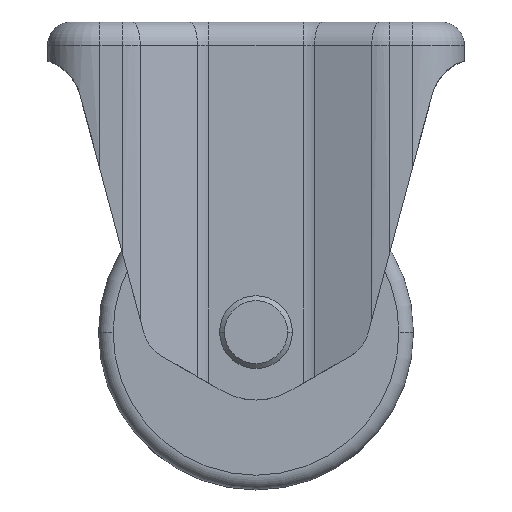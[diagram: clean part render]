
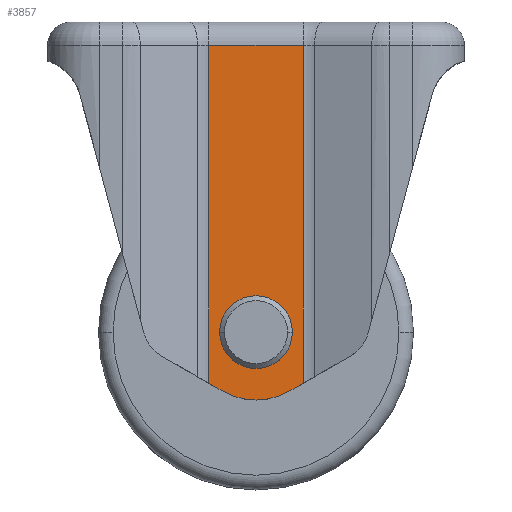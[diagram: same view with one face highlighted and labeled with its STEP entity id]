
A CAD part, top view. The second image highlights one B-rep face of the part: STEP entity #3857.
In plain terms, the highlighted planar face has unit normal (0, 0, 1).
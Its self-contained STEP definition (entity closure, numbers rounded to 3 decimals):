
#533 = FACE_OUTER_BOUND ( 'NONE', #3398, .T. ) ;
#534 = AXIS2_PLACEMENT_3D ( 'NONE', #1569, #1570, #1571 ) ;
#536 = FACE_BOUND ( 'NONE', #3399, .T. ) ;
#624 = CIRCLE ( 'NONE', #1769, 14. ) ;
#648 = CIRCLE ( 'NONE', #1098, 7.5 ) ;
#672 = CIRCLE ( 'NONE', #920, 7.5 ) ;
#791 = EDGE_CURVE ( 'NONE', #3574, #3576, #624, .T. ) ;
#906 = VECTOR ( 'NONE', #3011, 1000. ) ;
#914 = VECTOR ( 'NONE', #4855, 1000. ) ;
#919 = VECTOR ( 'NONE', #4867, 1000. ) ;
#920 = AXIS2_PLACEMENT_3D ( 'NONE', #4878, #4882, #4883 ) ;
#939 = VECTOR ( 'NONE', #4955, 1000. ) ;
#944 = VECTOR ( 'NONE', #4969, 1000. ) ;
#1098 = AXIS2_PLACEMENT_3D ( 'NONE', #4831, #4835, #4836 ) ;
#1426 = CARTESIAN_POINT ( 'NONE',  ( -7.5, -64., 24.3 ) ) ;
#1450 = CARTESIAN_POINT ( 'NONE',  ( 7., -76.124, 24.3 ) ) ;
#1451 = CARTESIAN_POINT ( 'NONE',  ( -9.757, -74.533, 24.3 ) ) ;
#1452 = CARTESIAN_POINT ( 'NONE',  ( -7., -76.124, 24.3 ) ) ;
#1458 = CARTESIAN_POINT ( 'NONE',  ( -9.757, -4.8, 24.3 ) ) ;
#1540 = CARTESIAN_POINT ( 'NONE',  ( 7.5, -64., 24.3 ) ) ;
#1568 = PLANE ( 'NONE',  #534 ) ;
#1569 = CARTESIAN_POINT ( 'NONE',  ( 9.757, -8., 24.3 ) ) ;
#1570 = DIRECTION ( 'NONE',  ( 0., 0., 1. ) ) ;
#1571 = DIRECTION ( 'NONE',  ( 1., 0., 0. ) ) ;
#1769 = AXIS2_PLACEMENT_3D ( 'NONE', #4588, #4595, #4596 ) ;
#1810 = ORIENTED_EDGE ( 'NONE', *, *, #3131, .T. ) ;
#2645 = VERTEX_POINT ( 'NONE', #4669 ) ;
#2646 = VERTEX_POINT ( 'NONE', #4670 ) ;
#2719 = EDGE_CURVE ( 'NONE', #3831, #3289, #648, .T. ) ;
#3009 = LINE ( 'NONE', #3010, #906 ) ;
#3010 = CARTESIAN_POINT ( 'NONE',  ( 38.567, -57.899, 24.3 ) ) ;
#3011 = DIRECTION ( 'NONE',  ( -0.866, -0.5, 0. ) ) ;
#3088 = EDGE_CURVE ( 'NONE', #2646, #3574, #3009, .T. ) ;
#3096 = EDGE_CURVE ( 'NONE', #3575, #3582, #4853, .T. ) ;
#3100 = EDGE_CURVE ( 'NONE', #2645, #3582, #4865, .T. ) ;
#3105 = EDGE_CURVE ( 'NONE', #3289, #3831, #672, .T. ) ;
#3127 = EDGE_CURVE ( 'NONE', #3576, #3575, #4953, .T. ) ;
#3131 = EDGE_CURVE ( 'NONE', #2646, #2645, #4967, .T. ) ;
#3289 = VERTEX_POINT ( 'NONE', #1426 ) ;
#3398 = EDGE_LOOP ( 'NONE', ( #3533, #3549, #3529, #1810, #3512, #3550 ) ) ;
#3399 = EDGE_LOOP ( 'NONE', ( #3560, #3530 ) ) ;
#3512 = ORIENTED_EDGE ( 'NONE', *, *, #3100, .T. ) ;
#3529 = ORIENTED_EDGE ( 'NONE', *, *, #3088, .F. ) ;
#3530 = ORIENTED_EDGE ( 'NONE', *, *, #3105, .F. ) ;
#3533 = ORIENTED_EDGE ( 'NONE', *, *, #3127, .F. ) ;
#3549 = ORIENTED_EDGE ( 'NONE', *, *, #791, .F. ) ;
#3550 = ORIENTED_EDGE ( 'NONE', *, *, #3096, .F. ) ;
#3560 = ORIENTED_EDGE ( 'NONE', *, *, #2719, .F. ) ;
#3574 = VERTEX_POINT ( 'NONE', #1450 ) ;
#3575 = VERTEX_POINT ( 'NONE', #1451 ) ;
#3576 = VERTEX_POINT ( 'NONE', #1452 ) ;
#3582 = VERTEX_POINT ( 'NONE', #1458 ) ;
#3831 = VERTEX_POINT ( 'NONE', #1540 ) ;
#3857 = ADVANCED_FACE ( 'NONE', ( #533, #536 ), #1568, .T. ) ;
#4588 = CARTESIAN_POINT ( 'NONE',  ( 0., -64., 24.3 ) ) ;
#4595 = DIRECTION ( 'NONE',  ( 0., 0., -1. ) ) ;
#4596 = DIRECTION ( 'NONE',  ( 1., 0., 0. ) ) ;
#4669 = CARTESIAN_POINT ( 'NONE',  ( 9.757, -4.8, 24.3 ) ) ;
#4670 = CARTESIAN_POINT ( 'NONE',  ( 9.757, -74.533, 24.3 ) ) ;
#4831 = CARTESIAN_POINT ( 'NONE',  ( 0., -64., 24.3 ) ) ;
#4835 = DIRECTION ( 'NONE',  ( 0., 0., 1. ) ) ;
#4836 = DIRECTION ( 'NONE',  ( 1., 0., 0. ) ) ;
#4853 = LINE ( 'NONE', #4854, #914 ) ;
#4854 = CARTESIAN_POINT ( 'NONE',  ( -9.757, -8., 24.3 ) ) ;
#4855 = DIRECTION ( 'NONE',  ( 0., 1., 0. ) ) ;
#4865 = LINE ( 'NONE', #4866, #919 ) ;
#4866 = CARTESIAN_POINT ( 'NONE',  ( -9.757, -4.8, 24.3 ) ) ;
#4867 = DIRECTION ( 'NONE',  ( -1., 0., 0. ) ) ;
#4878 = CARTESIAN_POINT ( 'NONE',  ( 0., -64., 24.3 ) ) ;
#4882 = DIRECTION ( 'NONE',  ( 0., 0., 1. ) ) ;
#4883 = DIRECTION ( 'NONE',  ( 1., 0., 0. ) ) ;
#4953 = LINE ( 'NONE', #4954, #939 ) ;
#4954 = CARTESIAN_POINT ( 'NONE',  ( -23.931, -66.349, 24.3 ) ) ;
#4955 = DIRECTION ( 'NONE',  ( -0.866, 0.5, 0. ) ) ;
#4967 = LINE ( 'NONE', #4968, #944 ) ;
#4968 = CARTESIAN_POINT ( 'NONE',  ( 9.757, -8., 24.3 ) ) ;
#4969 = DIRECTION ( 'NONE',  ( 0., 1., 0. ) ) ;
